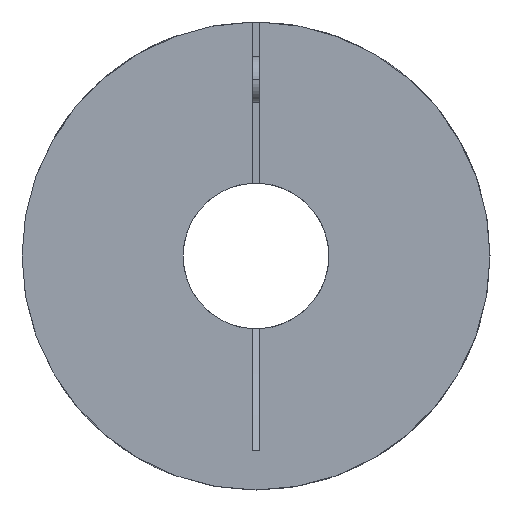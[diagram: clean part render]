
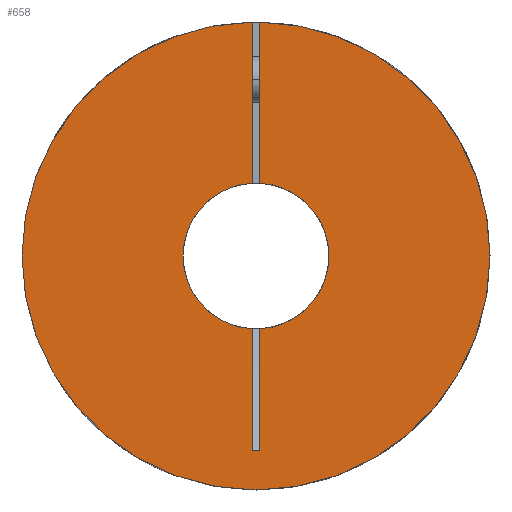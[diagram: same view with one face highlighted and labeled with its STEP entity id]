
A CAD part, left-side view. The second image highlights one B-rep face of the part: STEP entity #658.
In plain terms, the highlighted planar face has unit normal (-1, 0, 0).
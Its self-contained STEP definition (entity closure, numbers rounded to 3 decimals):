
#658=ADVANCED_FACE('',(#1382),#1383,.T.);
#1382=FACE_OUTER_BOUND('',#2131,.T.);
#1383=PLANE('',#2132);
#2131=EDGE_LOOP('',(#4033,#4034,#4035,#4036,#4037,#4038,#4039,#4040,#4041,#4042,#4043,#4044));
#2132=AXIS2_PLACEMENT_3D('',#4045,#4046,#4047);
#4033=ORIENTED_EDGE('',*,*,#4902,.T.);
#4034=ORIENTED_EDGE('',*,*,#4745,.F.);
#4035=ORIENTED_EDGE('',*,*,#4753,.F.);
#4036=ORIENTED_EDGE('',*,*,#4870,.F.);
#4037=ORIENTED_EDGE('',*,*,#4828,.T.);
#4038=ORIENTED_EDGE('',*,*,#4738,.T.);
#4039=ORIENTED_EDGE('',*,*,#4878,.T.);
#4040=ORIENTED_EDGE('',*,*,#4900,.T.);
#4041=ORIENTED_EDGE('',*,*,#4895,.T.);
#4042=ORIENTED_EDGE('',*,*,#4898,.T.);
#4043=ORIENTED_EDGE('',*,*,#4874,.T.);
#4044=ORIENTED_EDGE('',*,*,#4733,.T.);
#4045=CARTESIAN_POINT('',(0.0,-40.0,0.));
#4046=DIRECTION('',(-1.0,0.0,0.0));
#4047=DIRECTION('',(0.0,1.0,0.));
#4733=EDGE_CURVE('',#5794,#5792,#5795,.T.);
#4738=EDGE_CURVE('',#5803,#5800,#5804,.T.);
#4745=EDGE_CURVE('',#5814,#5816,#5817,.T.);
#4753=EDGE_CURVE('',#5828,#5814,#5831,.T.);
#4828=EDGE_CURVE('',#5954,#5803,#5955,.T.);
#4870=EDGE_CURVE('',#5954,#5828,#6003,.T.);
#4874=EDGE_CURVE('',#6007,#5794,#6008,.T.);
#4878=EDGE_CURVE('',#5800,#6013,#6015,.T.);
#4895=EDGE_CURVE('',#6035,#6033,#6036,.T.);
#4898=EDGE_CURVE('',#6033,#6007,#6039,.T.);
#4900=EDGE_CURVE('',#6013,#6035,#6041,.T.);
#4902=EDGE_CURVE('',#5792,#5816,#6043,.T.);
#5792=VERTEX_POINT('',#6991);
#5794=VERTEX_POINT('',#6994);
#5795=CIRCLE('',#6995,19.0);
#5800=VERTEX_POINT('',#7001);
#5803=VERTEX_POINT('',#7005);
#5804=CIRCLE('',#7006,19.0);
#5814=VERTEX_POINT('',#7018);
#5816=VERTEX_POINT('',#7021);
#5817=CIRCLE('',#7022,61.0);
#5828=VERTEX_POINT('',#7105);
#5831=CIRCLE('',#7109,61.0);
#5954=VERTEX_POINT('',#7461);
#5955=LINE('',#7462,#7463);
#6003=CIRCLE('',#7517,61.0);
#6007=VERTEX_POINT('',#7521);
#6008=CIRCLE('',#7522,19.0);
#6013=VERTEX_POINT('',#7533);
#6015=CIRCLE('',#7536,19.0);
#6033=VERTEX_POINT('',#7560);
#6035=VERTEX_POINT('',#7562);
#6036=LINE('',#7563,#7564);
#6039=LINE('',#7567,#7568);
#6041=LINE('',#7570,#7571);
#6043=LINE('',#7573,#7574);
#6991=CARTESIAN_POINT('',(0.0,1.0,18.974));
#6994=CARTESIAN_POINT('',(0.0,19.0,0.));
#6995=AXIS2_PLACEMENT_3D('',#8837,#8838,#8839);
#7001=CARTESIAN_POINT('',(0.0,-19.0,0.));
#7005=CARTESIAN_POINT('',(0.0,-1.,18.974));
#7006=AXIS2_PLACEMENT_3D('',#8845,#8846,#8847);
#7018=CARTESIAN_POINT('',(0.0,61.0,0.));
#7021=CARTESIAN_POINT('',(0.0,1.0,60.992));
#7022=AXIS2_PLACEMENT_3D('',#8857,#8858,#8859);
#7105=CARTESIAN_POINT('',(0.0,-61.0,0.));
#7109=AXIS2_PLACEMENT_3D('',#8865,#8866,#8867);
#7461=CARTESIAN_POINT('',(0.0,-1.,60.992));
#7462=CARTESIAN_POINT('',(0.0,-1.,4.914));
#7463=VECTOR('',#8969,1.0);
#7517=AXIS2_PLACEMENT_3D('',#9039,#9040,#9041);
#7521=CARTESIAN_POINT('',(0.0,1.,-18.974));
#7522=AXIS2_PLACEMENT_3D('',#9048,#9049,#9050);
#7533=CARTESIAN_POINT('',(0.0,-1.0,-18.974));
#7536=AXIS2_PLACEMENT_3D('',#9053,#9054,#9055);
#7560=CARTESIAN_POINT('',(0.,1.,-50.795));
#7562=CARTESIAN_POINT('',(0.,-1.0,-50.795));
#7563=CARTESIAN_POINT('',(0.0,0.,-50.795));
#7564=VECTOR('',#9071,1.0);
#7567=CARTESIAN_POINT('',(0.0,1.0,4.914));
#7568=VECTOR('',#9075,1.0);
#7570=CARTESIAN_POINT('',(0.0,-1.,4.914));
#7571=VECTOR('',#9076,1.0);
#7573=CARTESIAN_POINT('',(0.0,1.0,4.914));
#7574=VECTOR('',#9077,1.0);
#8837=CARTESIAN_POINT('',(0.0,0.0,0.0));
#8838=DIRECTION('',(1.0,0.0,0.0));
#8839=DIRECTION('',(0.0,-1.0,0.));
#8845=CARTESIAN_POINT('',(0.0,0.0,0.0));
#8846=DIRECTION('',(1.0,0.0,0.0));
#8847=DIRECTION('',(0.0,-1.0,0.));
#8857=CARTESIAN_POINT('',(0.0,0.0,0.0));
#8858=DIRECTION('',(1.0,0.0,0.0));
#8859=DIRECTION('',(0.0,-1.0,0.));
#8865=CARTESIAN_POINT('',(0.0,0.0,0.0));
#8866=DIRECTION('',(1.0,0.0,0.0));
#8867=DIRECTION('',(0.0,-1.0,0.));
#8969=DIRECTION('',(-0.0,0.,-1.0));
#9039=CARTESIAN_POINT('',(0.0,0.0,0.0));
#9040=DIRECTION('',(1.0,0.0,0.0));
#9041=DIRECTION('',(0.0,-1.0,0.));
#9048=CARTESIAN_POINT('',(0.0,0.0,0.0));
#9049=DIRECTION('',(1.0,0.0,0.0));
#9050=DIRECTION('',(0.0,-1.0,0.));
#9053=CARTESIAN_POINT('',(0.0,0.0,0.0));
#9054=DIRECTION('',(1.0,0.0,0.0));
#9055=DIRECTION('',(0.0,-1.0,0.));
#9071=DIRECTION('',(-0.0,1.0,0.));
#9075=DIRECTION('',(0.0,0.,1.0));
#9076=DIRECTION('',(-0.0,0.,-1.0));
#9077=DIRECTION('',(0.0,0.,1.0));
